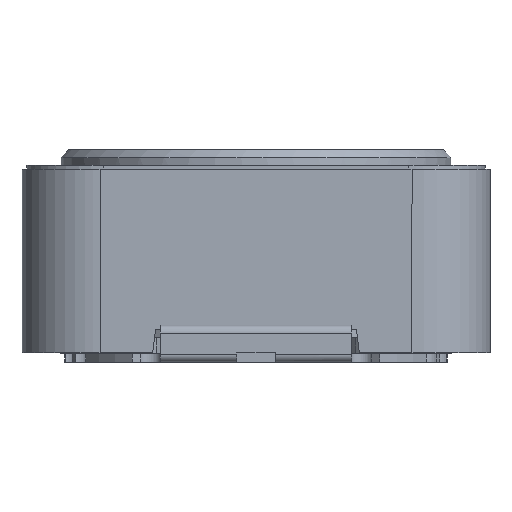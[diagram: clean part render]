
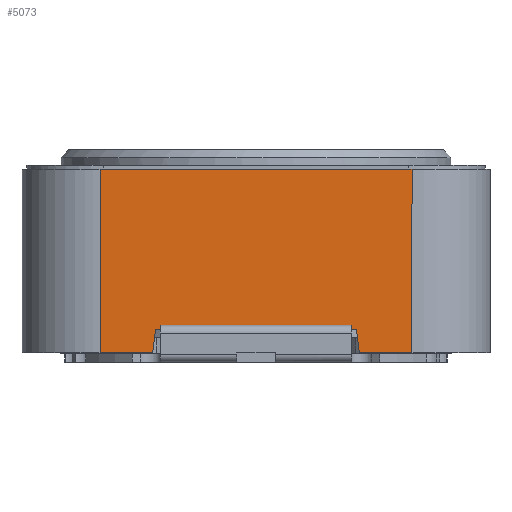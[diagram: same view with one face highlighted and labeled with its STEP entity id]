
A CAD part, front view. The second image highlights one B-rep face of the part: STEP entity #5073.
In plain terms, the highlighted free-form (B-spline) face has degree [1, 1] with [2, 2] control points.
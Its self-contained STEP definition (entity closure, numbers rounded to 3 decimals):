
#5010=CARTESIAN_POINT('',(-6.,-6.,-5.2));
#5011=CARTESIAN_POINT('',(-6.,-6.,-0.4));
#5012=CARTESIAN_POINT('',(6.,-6.,-5.2));
#5013=CARTESIAN_POINT('',(6.,-6.,-0.4));
#5014=B_SPLINE_SURFACE_WITH_KNOTS('',1,1,((#5010,#5011),(#5012,#5013)),.PLANE_SURF.,.F.,.F.,.U.,(2,2),(2,2),(0.,1.),(0.,1.),.UNSPECIFIED.);
#5015=CARTESIAN_POINT('',(-4.,-6.,-5.2));
#5016=VERTEX_POINT('',#5015);
#5017=CARTESIAN_POINT('',(-4.,-6.,-0.5));
#5018=VERTEX_POINT('',#5017);
#5019=CARTESIAN_POINT('',(-4.,-6.,-5.2));
#5020=CARTESIAN_POINT('',(-4.,-6.,-0.5));
#5021=B_SPLINE_CURVE_WITH_KNOTS('',1,(#5019,#5020),.POLYLINE_FORM.,.F.,.U.,(2,2),(0.,0.979),.UNSPECIFIED.);
#5022=EDGE_CURVE('',#5016,#5018,#5021,.T.);
#5023=ORIENTED_EDGE('',*,*,#5022,.F.);
#5024=CARTESIAN_POINT('',(-2.65,-6.,-5.2));
#5025=VERTEX_POINT('',#5024);
#5026=CARTESIAN_POINT('',(-4.,-6.,-5.2));
#5027=CARTESIAN_POINT('',(-2.65,-6.,-5.2));
#5028=B_SPLINE_CURVE_WITH_KNOTS('',1,(#5026,#5027),.POLYLINE_FORM.,.F.,.U.,(2,2),(0.167,0.279),.UNSPECIFIED.);
#5029=EDGE_CURVE('',#5016,#5025,#5028,.T.);
#5030=ORIENTED_EDGE('',*,*,#5029,.T.);
#5031=CARTESIAN_POINT('',(-2.575,-6.,-4.6));
#5032=VERTEX_POINT('',#5031);
#5033=CARTESIAN_POINT('',(-2.575,-6.,-4.6));
#5034=CARTESIAN_POINT('',(-2.65,-6.,-5.2));
#5035=B_SPLINE_CURVE_WITH_KNOTS('',1,(#5033,#5034),.POLYLINE_FORM.,.F.,.U.,(2,2),(0.691,0.747),.UNSPECIFIED.);
#5036=EDGE_CURVE('',#5032,#5025,#5035,.T.);
#5037=ORIENTED_EDGE('',*,*,#5036,.F.);
#5038=CARTESIAN_POINT('',(2.575,-6.,-4.6));
#5039=VERTEX_POINT('',#5038);
#5040=CARTESIAN_POINT('',(2.575,-6.,-4.6));
#5041=CARTESIAN_POINT('',(-2.575,-6.,-4.6));
#5042=B_SPLINE_CURVE_WITH_KNOTS('',1,(#5040,#5041),.POLYLINE_FORM.,.F.,.U.,(2,2),(0.271,0.729),.UNSPECIFIED.);
#5043=EDGE_CURVE('',#5039,#5032,#5042,.T.);
#5044=ORIENTED_EDGE('',*,*,#5043,.F.);
#5045=CARTESIAN_POINT('',(2.65,-6.,-5.2));
#5046=VERTEX_POINT('',#5045);
#5047=CARTESIAN_POINT('',(2.65,-6.,-5.2));
#5048=CARTESIAN_POINT('',(2.575,-6.,-4.6));
#5049=B_SPLINE_CURVE_WITH_KNOTS('',1,(#5047,#5048),.POLYLINE_FORM.,.F.,.U.,(2,2),(0.253,0.309),.UNSPECIFIED.);
#5050=EDGE_CURVE('',#5046,#5039,#5049,.T.);
#5051=ORIENTED_EDGE('',*,*,#5050,.F.);
#5052=CARTESIAN_POINT('',(4.,-6.,-5.2));
#5053=VERTEX_POINT('',#5052);
#5054=CARTESIAN_POINT('',(2.65,-6.,-5.2));
#5055=CARTESIAN_POINT('',(4.,-6.,-5.2));
#5056=B_SPLINE_CURVE_WITH_KNOTS('',1,(#5054,#5055),.POLYLINE_FORM.,.F.,.U.,(2,2),(0.721,0.833),.UNSPECIFIED.);
#5057=EDGE_CURVE('',#5046,#5053,#5056,.T.);
#5058=ORIENTED_EDGE('',*,*,#5057,.T.);
#5059=CARTESIAN_POINT('',(4.,-6.,-0.5));
#5060=VERTEX_POINT('',#5059);
#5061=CARTESIAN_POINT('',(4.,-6.,-5.2));
#5062=CARTESIAN_POINT('',(4.,-6.,-0.5));
#5063=B_SPLINE_CURVE_WITH_KNOTS('',1,(#5061,#5062),.POLYLINE_FORM.,.F.,.U.,(2,2),(0.,0.979),.UNSPECIFIED.);
#5064=EDGE_CURVE('',#5053,#5060,#5063,.T.);
#5065=ORIENTED_EDGE('',*,*,#5064,.T.);
#5066=CARTESIAN_POINT('',(-4.,-6.,-0.5));
#5067=CARTESIAN_POINT('',(4.,-6.,-0.5));
#5068=B_SPLINE_CURVE_WITH_KNOTS('',1,(#5066,#5067),.POLYLINE_FORM.,.F.,.U.,(2,2),(0.,1.),.UNSPECIFIED.);
#5069=EDGE_CURVE('',#5018,#5060,#5068,.T.);
#5070=ORIENTED_EDGE('',*,*,#5069,.F.);
#5071=EDGE_LOOP('',(#5023,#5030,#5037,#5044,#5051,#5058,#5065,#5070));
#5072=FACE_OUTER_BOUND('',#5071,.T.);
#5073=ADVANCED_FACE('',(#5072),#5014,.T.);
